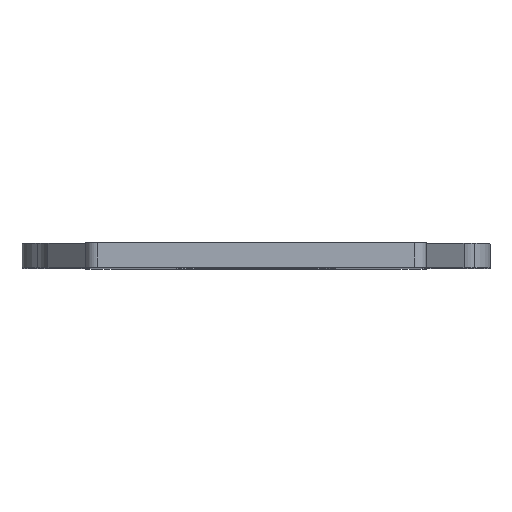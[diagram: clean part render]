
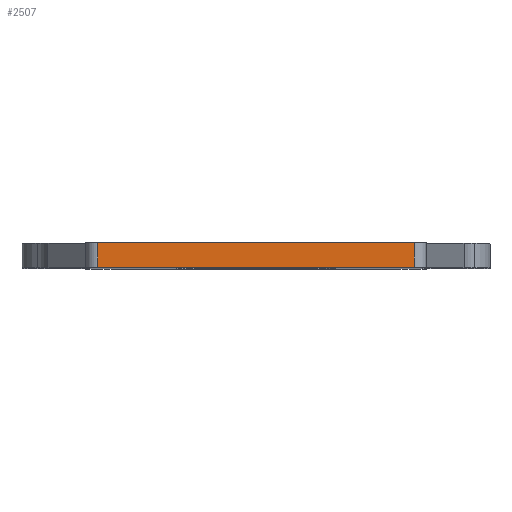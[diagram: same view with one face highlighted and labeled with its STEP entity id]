
A CAD part, top view. The second image highlights one B-rep face of the part: STEP entity #2507.
In plain terms, the highlighted planar face has unit normal (0, 0, 1).
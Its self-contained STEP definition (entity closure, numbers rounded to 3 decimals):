
#309=DIRECTION('',(-1.,0.,0.));
#310=VECTOR('',#309,25.991);
#311=CARTESIAN_POINT('',(12.996,-2.,90.969));
#312=LINE('',#311,#310);
#470=DIRECTION('',(-1.,0.,0.));
#471=VECTOR('',#470,25.991);
#472=CARTESIAN_POINT('',(12.996,-4.,90.969));
#473=LINE('',#472,#471);
#977=DIRECTION('',(0.,1.,0.));
#978=VECTOR('',#977,2.);
#979=CARTESIAN_POINT('',(-12.996,-4.,90.969));
#980=LINE('',#979,#978);
#981=DIRECTION('',(0.,1.,0.));
#982=VECTOR('',#981,2.);
#983=CARTESIAN_POINT('',(12.996,-4.,90.969));
#984=LINE('',#983,#982);
#1442=CARTESIAN_POINT('',(-12.996,-2.,90.969));
#1444=VERTEX_POINT('',#1442);
#1445=CARTESIAN_POINT('',(-12.996,-4.,90.969));
#1446=VERTEX_POINT('',#1445);
#1449=CARTESIAN_POINT('',(12.996,-2.,90.969));
#1451=VERTEX_POINT('',#1449);
#1455=CARTESIAN_POINT('',(12.996,-4.,90.969));
#1456=VERTEX_POINT('',#1455);
#2495=CARTESIAN_POINT('',(13.996,-2.,90.969));
#2496=DIRECTION('',(0.,0.,1.));
#2497=DIRECTION('',(-1.,0.,0.));
#2498=AXIS2_PLACEMENT_3D('',#2495,#2496,#2497);
#2499=PLANE('',#2498);
#2500=ORIENTED_EDGE('',*,*,#2487,.T.);
#2501=ORIENTED_EDGE('',*,*,#1532,.F.);
#2503=ORIENTED_EDGE('',*,*,#2502,.F.);
#2504=ORIENTED_EDGE('',*,*,#1692,.T.);
#2505=EDGE_LOOP('',(#2500,#2501,#2503,#2504));
#2506=FACE_OUTER_BOUND('',#2505,.F.);
#2507=ADVANCED_FACE('',(#2506),#2499,.T.);
#1532=EDGE_CURVE('',#1451,#1444,#312,.T.);
#1692=EDGE_CURVE('',#1456,#1446,#473,.T.);
#2487=EDGE_CURVE('',#1446,#1444,#980,.T.);
#2502=EDGE_CURVE('',#1456,#1451,#984,.T.);
